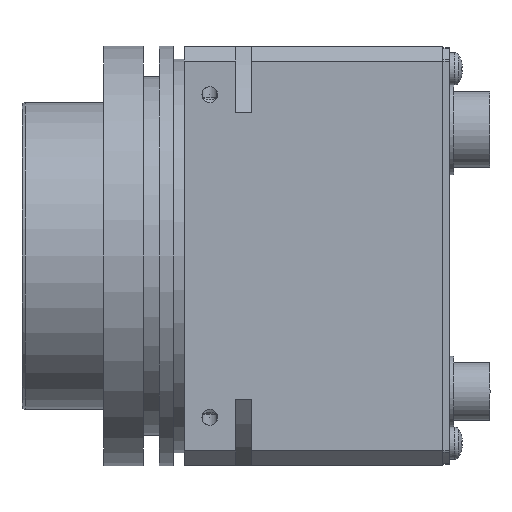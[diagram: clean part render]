
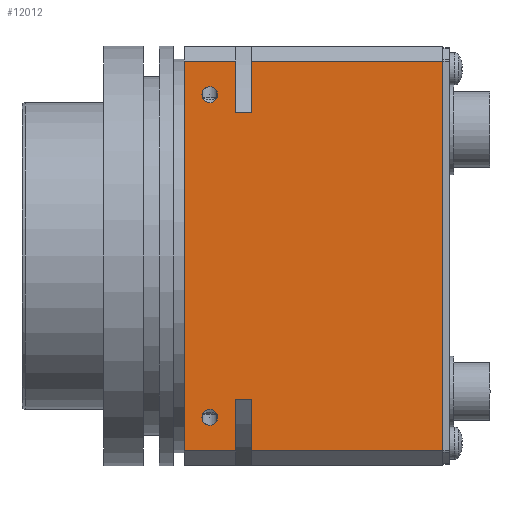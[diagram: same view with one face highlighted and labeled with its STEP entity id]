
A CAD part, front view. The second image highlights one B-rep face of the part: STEP entity #12012.
In plain terms, the highlighted planar face has unit normal (0, -1, 0).
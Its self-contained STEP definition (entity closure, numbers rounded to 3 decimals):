
#324=FACE_BOUND('',#3911,.T.);
#325=FACE_BOUND('',#3912,.T.);
#660=LINE('',#18827,#1709);
#664=LINE('',#18836,#1713);
#666=LINE('',#18842,#1715);
#670=LINE('',#18851,#1719);
#681=LINE('',#18877,#1730);
#688=LINE('',#18905,#1737);
#689=LINE('',#18908,#1738);
#690=LINE('',#18910,#1739);
#691=LINE('',#18911,#1740);
#692=LINE('',#18913,#1741);
#693=LINE('',#18915,#1742);
#694=LINE('',#18916,#1743);
#1709=VECTOR('',#14806,10.);
#1713=VECTOR('',#14812,10.);
#1715=VECTOR('',#14816,10.);
#1719=VECTOR('',#14822,10.);
#1730=VECTOR('',#14845,10.);
#1737=VECTOR('',#14870,10.);
#1738=VECTOR('',#14873,10.);
#1739=VECTOR('',#14874,10.);
#1740=VECTOR('',#14875,10.);
#1741=VECTOR('',#14876,10.);
#1742=VECTOR('',#14877,10.);
#1743=VECTOR('',#14878,10.);
#2749=PLANE('',#12944);
#3236=FACE_OUTER_BOUND('',#3910,.T.);
#3910=EDGE_LOOP('',(#8881,#8882,#8883,#8884,#8885,#8886,#8887,#8888,#8889,
#8890,#8891,#8892));
#3911=EDGE_LOOP('',(#8893,#8894));
#3912=EDGE_LOOP('',(#8895,#8896));
#4684=CIRCLE('',#12945,1.23);
#4685=CIRCLE('',#12946,1.23);
#4686=CIRCLE('',#12947,1.23);
#4687=CIRCLE('',#12948,1.23);
#5309=VERTEX_POINT('',#18821);
#5311=VERTEX_POINT('',#18825);
#5313=VERTEX_POINT('',#18830);
#5315=VERTEX_POINT('',#18834);
#5316=VERTEX_POINT('',#18838);
#5318=VERTEX_POINT('',#18841);
#5320=VERTEX_POINT('',#18847);
#5322=VERTEX_POINT('',#18850);
#5344=VERTEX_POINT('',#18907);
#5345=VERTEX_POINT('',#18909);
#5346=VERTEX_POINT('',#18912);
#5347=VERTEX_POINT('',#18914);
#5348=VERTEX_POINT('',#18917);
#5349=VERTEX_POINT('',#18918);
#5350=VERTEX_POINT('',#18921);
#5351=VERTEX_POINT('',#18922);
#6605=EDGE_CURVE('',#5309,#5311,#660,.T.);
#6609=EDGE_CURVE('',#5313,#5315,#664,.T.);
#6611=EDGE_CURVE('',#5318,#5316,#666,.T.);
#6615=EDGE_CURVE('',#5322,#5320,#670,.T.);
#6630=EDGE_CURVE('',#5309,#5316,#681,.T.);
#6645=EDGE_CURVE('',#5322,#5315,#688,.T.);
#6646=EDGE_CURVE('',#5311,#5344,#689,.T.);
#6647=EDGE_CURVE('',#5344,#5345,#690,.T.);
#6648=EDGE_CURVE('',#5345,#5313,#691,.T.);
#6649=EDGE_CURVE('',#5320,#5346,#692,.T.);
#6650=EDGE_CURVE('',#5346,#5347,#693,.T.);
#6651=EDGE_CURVE('',#5347,#5318,#694,.T.);
#6652=EDGE_CURVE('',#5348,#5349,#4684,.T.);
#6653=EDGE_CURVE('',#5349,#5348,#4685,.T.);
#6654=EDGE_CURVE('',#5350,#5351,#4686,.T.);
#6655=EDGE_CURVE('',#5351,#5350,#4687,.T.);
#8881=ORIENTED_EDGE('',*,*,#6605,.T.);
#8882=ORIENTED_EDGE('',*,*,#6646,.T.);
#8883=ORIENTED_EDGE('',*,*,#6647,.T.);
#8884=ORIENTED_EDGE('',*,*,#6648,.T.);
#8885=ORIENTED_EDGE('',*,*,#6609,.T.);
#8886=ORIENTED_EDGE('',*,*,#6645,.F.);
#8887=ORIENTED_EDGE('',*,*,#6615,.T.);
#8888=ORIENTED_EDGE('',*,*,#6649,.T.);
#8889=ORIENTED_EDGE('',*,*,#6650,.T.);
#8890=ORIENTED_EDGE('',*,*,#6651,.T.);
#8891=ORIENTED_EDGE('',*,*,#6611,.T.);
#8892=ORIENTED_EDGE('',*,*,#6630,.F.);
#8893=ORIENTED_EDGE('',*,*,#6652,.T.);
#8894=ORIENTED_EDGE('',*,*,#6653,.T.);
#8895=ORIENTED_EDGE('',*,*,#6654,.T.);
#8896=ORIENTED_EDGE('',*,*,#6655,.T.);
#12012=ADVANCED_FACE('',(#3236,#324,#325),#2749,.F.);
#12944=AXIS2_PLACEMENT_3D('',#18906,#14871,#14872);
#12945=AXIS2_PLACEMENT_3D('',#18919,#14879,#14880);
#12946=AXIS2_PLACEMENT_3D('',#18920,#14881,#14882);
#12947=AXIS2_PLACEMENT_3D('',#18923,#14883,#14884);
#12948=AXIS2_PLACEMENT_3D('',#18924,#14885,#14886);
#14806=DIRECTION('',(1.,0.,0.));
#14812=DIRECTION('',(1.,0.,0.));
#14816=DIRECTION('',(-1.,0.,0.));
#14822=DIRECTION('',(-1.,0.,0.));
#14845=DIRECTION('',(0.,0.,1.));
#14870=DIRECTION('',(0.,0.,-1.));
#14871=DIRECTION('center_axis',(0.,1.,0.));
#14872=DIRECTION('ref_axis',(0.,0.,1.));
#14873=DIRECTION('',(0.,0.,1.));
#14874=DIRECTION('',(1.,0.,0.));
#14875=DIRECTION('',(0.,0.,-1.));
#14876=DIRECTION('',(0.,0.,-1.));
#14877=DIRECTION('',(-1.,0.,0.));
#14878=DIRECTION('',(0.,0.,1.));
#14879=DIRECTION('center_axis',(0.,1.,0.));
#14880=DIRECTION('ref_axis',(-1.,0.,0.));
#14881=DIRECTION('center_axis',(0.,1.,0.));
#14882=DIRECTION('ref_axis',(-1.,0.,0.));
#14883=DIRECTION('center_axis',(0.,1.,0.));
#14884=DIRECTION('ref_axis',(-1.,0.,0.));
#14885=DIRECTION('center_axis',(0.,1.,0.));
#14886=DIRECTION('ref_axis',(-1.,0.,0.));
#18821=CARTESIAN_POINT('',(25.1,-32.5,-30.2));
#18825=CARTESIAN_POINT('',(33.1,-32.5,-30.2));
#18827=CARTESIAN_POINT('',(65.2,-32.5,-30.2));
#18830=CARTESIAN_POINT('',(35.6,-32.5,-30.2));
#18834=CARTESIAN_POINT('',(65.2,-32.5,-30.2));
#18836=CARTESIAN_POINT('',(65.2,-32.5,-30.2));
#18838=CARTESIAN_POINT('',(25.1,-32.5,30.2));
#18841=CARTESIAN_POINT('',(33.1,-32.5,30.2));
#18842=CARTESIAN_POINT('',(65.2,-32.5,30.2));
#18847=CARTESIAN_POINT('',(35.6,-32.5,30.2));
#18850=CARTESIAN_POINT('',(65.2,-32.5,30.2));
#18851=CARTESIAN_POINT('',(65.2,-32.5,30.2));
#18877=CARTESIAN_POINT('',(25.1,-32.5,-15.199));
#18905=CARTESIAN_POINT('',(65.2,-32.5,-15.199));
#18906=CARTESIAN_POINT('Origin',(65.2,-32.5,-30.397));
#18907=CARTESIAN_POINT('',(33.1,-32.5,-22.274));
#18908=CARTESIAN_POINT('',(33.1,-32.5,-15.199));
#18909=CARTESIAN_POINT('',(35.6,-32.5,-22.274));
#18910=CARTESIAN_POINT('',(34.35,-32.5,-22.274));
#18911=CARTESIAN_POINT('',(35.6,-32.5,-15.199));
#18912=CARTESIAN_POINT('',(35.6,-32.5,22.274));
#18913=CARTESIAN_POINT('',(35.6,-32.5,-15.199));
#18914=CARTESIAN_POINT('',(33.1,-32.5,22.274));
#18915=CARTESIAN_POINT('',(34.35,-32.5,22.274));
#18916=CARTESIAN_POINT('',(33.1,-32.5,-15.199));
#18917=CARTESIAN_POINT('',(27.87,-32.5,25.));
#18918=CARTESIAN_POINT('',(30.329,-32.5,25.));
#18919=CARTESIAN_POINT('Origin',(29.1,-32.5,25.));
#18920=CARTESIAN_POINT('Origin',(29.1,-32.5,25.));
#18921=CARTESIAN_POINT('',(27.87,-32.5,-25.));
#18922=CARTESIAN_POINT('',(30.329,-32.5,-25.));
#18923=CARTESIAN_POINT('Origin',(29.1,-32.5,-25.));
#18924=CARTESIAN_POINT('Origin',(29.1,-32.5,-25.));
